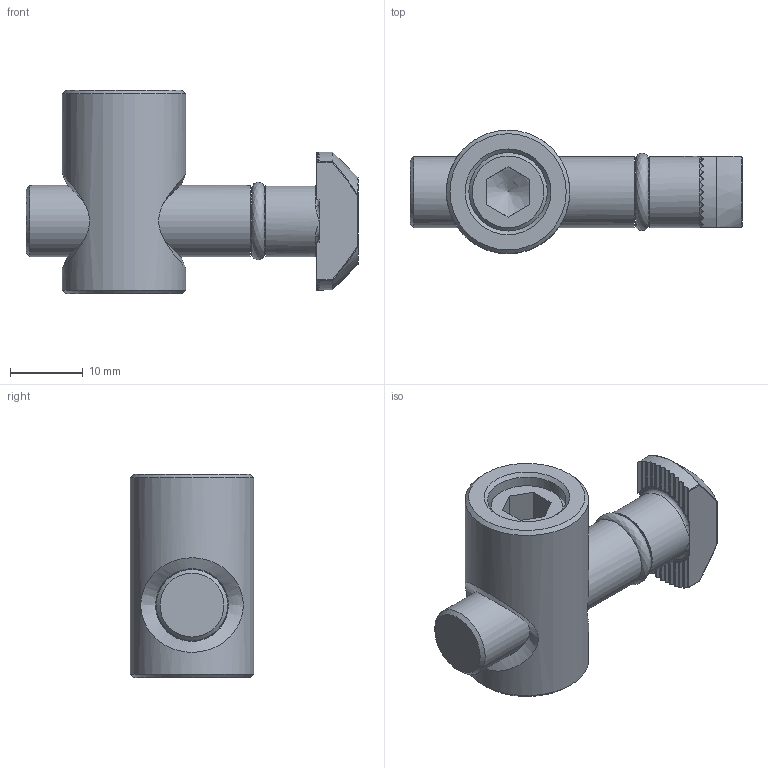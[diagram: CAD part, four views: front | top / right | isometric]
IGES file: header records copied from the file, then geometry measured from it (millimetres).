
Global section: file name: 311600.stp.ipt; native system: Autodesk Inventor 2014; preprocessor: unknown; author: zeman; date: 20151016.101655; units: millimetre
Bounding box: 45.7 x 17 x 28 mm (x, y, z)
Volume: 8076.1 mm3; surface area: 5367.9 mm2
Topology: 4 solids, 4 shells, 218 faces, 587 edges, 369 vertices
Faces by surface type: plane 83, revolution 60, cylinder 52, bspline 11, cone 7, sphere 5
Full cylindrical faces by diameter (mm): 7.2 x1, 9.8 x2, 12 x1, 17 x1
